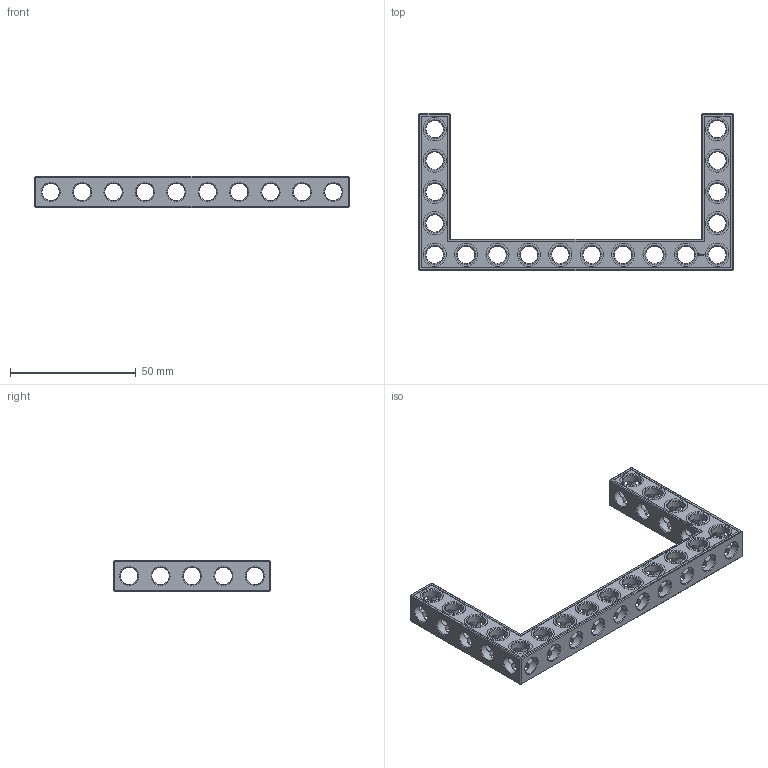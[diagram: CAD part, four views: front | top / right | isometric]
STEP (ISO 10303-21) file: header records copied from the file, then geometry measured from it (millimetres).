
FILE_DESCRIPTION(('FreeCAD Model'),'2;1');
FILE_NAME('Open CASCADE Shape Model','2022-02-25T16:26:42',('Author'),( ''),'Open CASCADE STEP processor 7.5','FreeCAD','Unknown');
FILE_SCHEMA(('AUTOMOTIVE_DESIGN { 1 0 10303 214 1 1 1 1 }'));
Products named in the file (1): Beam AGD ESS USH SYM BU10x05x01 - SPN-BEM-0445 (stemfie.org)
Bounding box: 125 x 62.5 x 12.5 mm (x, y, z)
Volume: 17583.2 mm3; surface area: 15816.2 mm2
Topology: 1 solids, 1 shells, 715 faces, 2096 edges, 1363 vertices
Faces by surface type: plane 410, extrusion 122, cylinder 109, cone 74
Full cylindrical faces by diameter (mm): 6.98 x12, 7 x79, 9.2 x18
Entity records: 95093 total; most frequent: CARTESIAN_POINT 55239, DIRECTION 6612, VECTOR 4514, LINE 4392, ORIENTED_EDGE 4192, PCURVE 4192, DEFINITIONAL_REPRESENTATION 4192, EDGE_CURVE 2096
